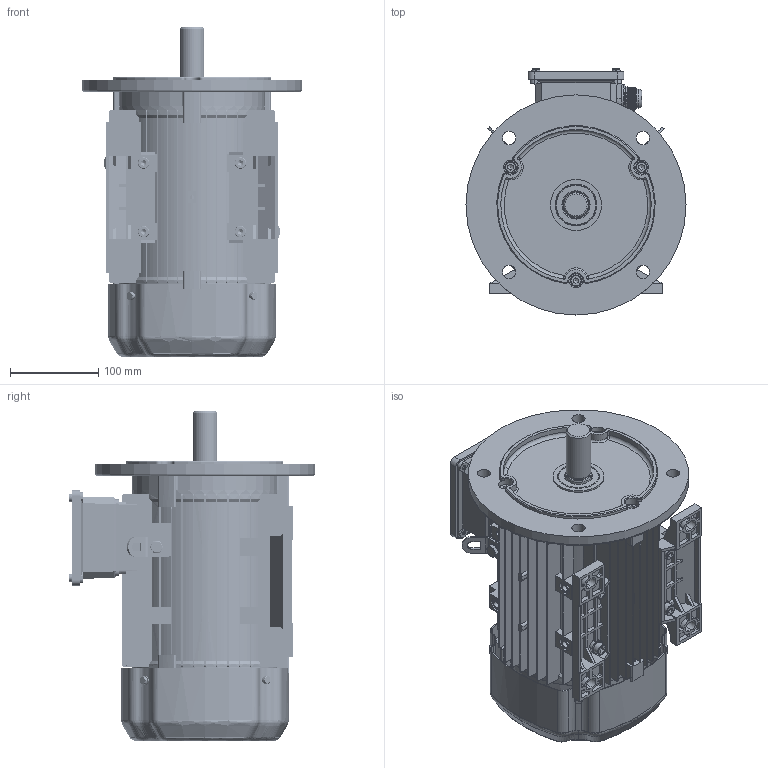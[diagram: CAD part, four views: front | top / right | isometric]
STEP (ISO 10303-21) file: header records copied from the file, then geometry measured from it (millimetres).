
FILE_DESCRIPTION(/* description */ (''),/* implementation_level */ '2;1');
FILE_NAME(/* name */ 'JL-100-B35.stp',/* time_stamp */ '2016-09-01T13:17:56+08:00',/* author */ (''),/* organization */ (''),/* preprocessor_version */ 'ST-DEVELOPER v16',/* originating_system */ 'SIEMENS PLM Software NX 10.0',/* authorisation */ '');
FILE_SCHEMA (('AUTOMOTIVE_DESIGN { 1 0 10303 214 3 1 1 1 }'));
Products named in the file (1): pc05908BCBswr1
Bounding box: 250 x 279.5 x 374 mm (x, y, z)
Volume: 2104692.7 mm3; surface area: 1157139.4 mm2
Topology: 57 solids, 57 shells, 4717 faces, 12956 edges, 8487 vertices
Faces by surface type: plane 2383, cylinder 1589, bspline 277, torus 259, cone 193, sphere 16
Full cylindrical faces by diameter (mm): 2 x4, 4 x11, 4.48 x9, 4.8 x4, 5 x21, 5.3 x3, 5.8 x14, 7.188 x3, 8 x31, 8.58 x6, 9 x6, 9.1 x3, 10 x6, 11 x12, 12 x4, 13 x11, 13.75 x1, 14.785 x6, 15 x8, 16 x15, 16.25 x2, 18.75 x5, 19.375 x6, 20 x13, 20.312 x1, 20.625 x6, 21.25 x6, 21.562 x1, 23.438 x5, 25 x5
Entity records: 193932 total; most frequent: CARTESIAN_POINT 77840, ORIENTED_EDGE 24598, DIRECTION 22870, EDGE_CURVE 12299, VERTEX_POINT 8246, AXIS2_PLACEMENT_3D 8104, LINE 6662, VECTOR 6662
